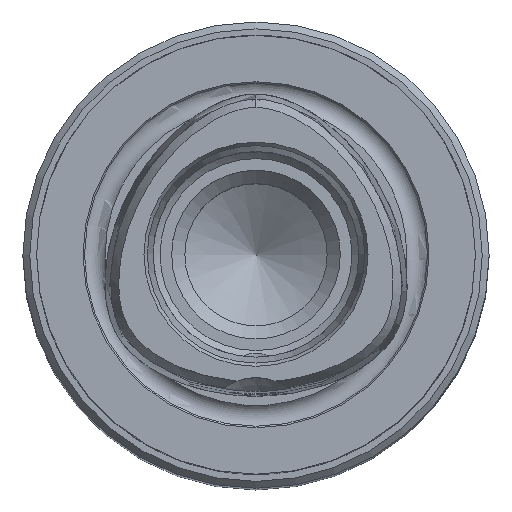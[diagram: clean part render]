
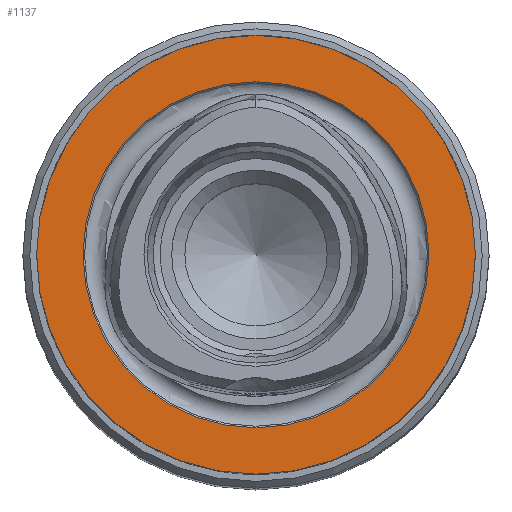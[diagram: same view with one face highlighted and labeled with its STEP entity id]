
A CAD part, top view. The second image highlights one B-rep face of the part: STEP entity #1137.
In plain terms, the highlighted planar face has unit normal (0, 0, 1).
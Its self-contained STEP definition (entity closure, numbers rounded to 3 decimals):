
#40=FACE_BOUND('',#371,.T.);
#69=PLANE('',#1283);
#143=CIRCLE('',#1279,12.614);
#144=CIRCLE('',#1284,16.);
#302=FACE_OUTER_BOUND('',#370,.T.);
#370=EDGE_LOOP('',(#1043));
#371=EDGE_LOOP('',(#1044));
#556=VERTEX_POINT('',#4105);
#557=VERTEX_POINT('',#4112);
#727=EDGE_CURVE('',#556,#556,#143,.T.);
#728=EDGE_CURVE('',#557,#557,#144,.T.);
#1043=ORIENTED_EDGE('',*,*,#728,.T.);
#1044=ORIENTED_EDGE('',*,*,#727,.T.);
#1137=ADVANCED_FACE('',(#302,#40),#69,.T.);
#1279=AXIS2_PLACEMENT_3D('',#4107,#1566,#1567);
#1283=AXIS2_PLACEMENT_3D('',#4111,#1574,#1575);
#1284=AXIS2_PLACEMENT_3D('',#4113,#1576,#1577);
#1566=DIRECTION('center_axis',(0.,0.,-1.));
#1567=DIRECTION('ref_axis',(0.,1.,0.));
#1574=DIRECTION('center_axis',(0.,0.,1.));
#1575=DIRECTION('ref_axis',(1.,0.,0.));
#1576=DIRECTION('center_axis',(0.,0.,1.));
#1577=DIRECTION('ref_axis',(1.,0.,0.));
#4105=CARTESIAN_POINT('',(0.,-12.614,-2.5));
#4107=CARTESIAN_POINT('Origin',(0.,0.,-2.5));
#4111=CARTESIAN_POINT('Origin',(0.,0.,-2.5));
#4112=CARTESIAN_POINT('',(-16.,0.,-2.5));
#4113=CARTESIAN_POINT('Origin',(0.,0.,-2.5));
